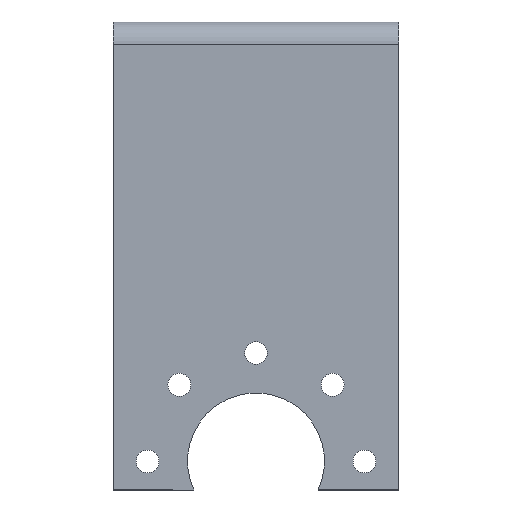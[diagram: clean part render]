
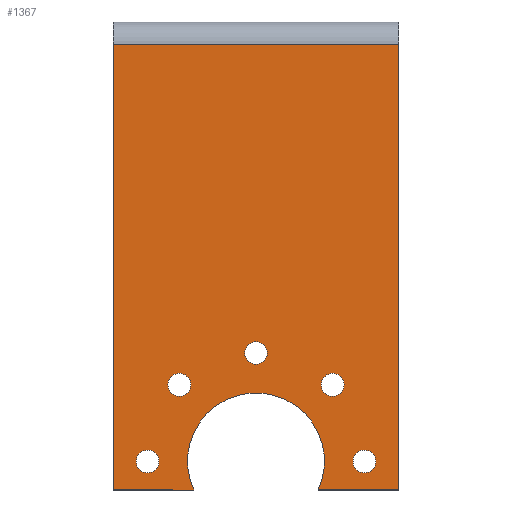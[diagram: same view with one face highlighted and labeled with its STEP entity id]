
A CAD part, left-side view. The second image highlights one B-rep face of the part: STEP entity #1367.
In plain terms, the highlighted planar face has unit normal (-1, 0, 0).
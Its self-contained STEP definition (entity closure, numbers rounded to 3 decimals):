
#24 = DIRECTION ( 'NONE',  ( 0., -1., 0. ) ) ;
#64 = VECTOR ( 'NONE', #540, 1000. ) ;
#69 = DIRECTION ( 'NONE',  ( 0., 0., -1. ) ) ;
#79 = CARTESIAN_POINT ( 'NONE',  ( -22.5, 19.218, -32.282 ) ) ;
#83 = DIRECTION ( 'NONE',  ( 0., 0., -1. ) ) ;
#91 = DIRECTION ( 'NONE',  ( 0., 0., -1. ) ) ;
#98 = ORIENTED_EDGE ( 'NONE', *, *, #1398, .T. ) ;
#107 = CARTESIAN_POINT ( 'NONE',  ( -22.5, 5.782, -30.282 ) ) ;
#110 = VERTEX_POINT ( 'NONE', #1383 ) ;
#136 = DIRECTION ( 'NONE',  ( 0., 0., -1. ) ) ;
#141 = EDGE_CURVE ( 'NONE', #1550, #485, #1000, .T. ) ;
#146 = CIRCLE ( 'NONE', #1296, 1. ) ;
#150 = EDGE_LOOP ( 'NONE', ( #721, #1352 ) ) ;
#151 = CARTESIAN_POINT ( 'NONE',  ( -22.5, 25., -0.5 ) ) ;
#201 = CARTESIAN_POINT ( 'NONE',  ( -22.5, 22., -39. ) ) ;
#202 = CARTESIAN_POINT ( 'NONE',  ( -22.5, 3., -39. ) ) ;
#211 = CARTESIAN_POINT ( 'NONE',  ( -22.5, 7.046, -40.5 ) ) ;
#233 = CIRCLE ( 'NONE', #746, 1. ) ;
#246 = AXIS2_PLACEMENT_3D ( 'NONE', #984, #1249, #1372 ) ;
#249 = EDGE_CURVE ( 'NONE', #1429, #1064, #530, .T. ) ;
#254 = EDGE_LOOP ( 'NONE', ( #1274, #1133, #1042, #1109, #300, #716 ) ) ;
#280 = VERTEX_POINT ( 'NONE', #994 ) ;
#285 = CARTESIAN_POINT ( 'NONE',  ( -22.5, 12.5, -38. ) ) ;
#291 = CIRCLE ( 'NONE', #318, 1. ) ;
#300 = ORIENTED_EDGE ( 'NONE', *, *, #597, .T. ) ;
#318 = AXIS2_PLACEMENT_3D ( 'NONE', #1332, #940, #1190 ) ;
#321 = VERTEX_POINT ( 'NONE', #865 ) ;
#332 = LINE ( 'NONE', #1579, #64 ) ;
#369 = CIRCLE ( 'NONE', #1127, 1. ) ;
#384 = DIRECTION ( 'NONE',  ( 1., 0., 0. ) ) ;
#400 = AXIS2_PLACEMENT_3D ( 'NONE', #627, #1154, #1281 ) ;
#401 = DIRECTION ( 'NONE',  ( 1., 0., 0. ) ) ;
#419 = ORIENTED_EDGE ( 'NONE', *, *, #426, .T. ) ;
#425 = VERTEX_POINT ( 'NONE', #202 ) ;
#426 = EDGE_CURVE ( 'NONE', #1544, #1009, #369, .T. ) ;
#431 = CARTESIAN_POINT ( 'NONE',  ( -22.5, 19.218, -31.282 ) ) ;
#444 = CIRCLE ( 'NONE', #793, 1. ) ;
#447 = LINE ( 'NONE', #535, #805 ) ;
#456 = CARTESIAN_POINT ( 'NONE',  ( -22.5, 19.218, -31.282 ) ) ;
#472 = CIRCLE ( 'NONE', #1108, 1. ) ;
#485 = VERTEX_POINT ( 'NONE', #1085 ) ;
#498 = VERTEX_POINT ( 'NONE', #79 ) ;
#530 = CIRCLE ( 'NONE', #531, 1. ) ;
#531 = AXIS2_PLACEMENT_3D ( 'NONE', #1548, #1401, #136 ) ;
#535 = CARTESIAN_POINT ( 'NONE',  ( -22.5, 25., -40.5 ) ) ;
#538 = DIRECTION ( 'NONE',  ( 1., 0., 0. ) ) ;
#540 = DIRECTION ( 'NONE',  ( 0., 1., 0. ) ) ;
#545 = ORIENTED_EDGE ( 'NONE', *, *, #249, .T. ) ;
#552 = VERTEX_POINT ( 'NONE', #975 ) ;
#580 = CIRCLE ( 'NONE', #1568, 1. ) ;
#583 = VERTEX_POINT ( 'NONE', #642 ) ;
#597 = EDGE_CURVE ( 'NONE', #321, #880, #1248, .T. ) ;
#604 = DIRECTION ( 'NONE',  ( 1., 0., 0. ) ) ;
#614 = DIRECTION ( 'NONE',  ( 0., 0., 1. ) ) ;
#627 = CARTESIAN_POINT ( 'NONE',  ( -22.5, 3., -38. ) ) ;
#628 = EDGE_CURVE ( 'NONE', #880, #552, #447, .T. ) ;
#642 = CARTESIAN_POINT ( 'NONE',  ( -22.5, 25., -1.5 ) ) ;
#651 = FACE_OUTER_BOUND ( 'NONE', #254, .T. ) ;
#667 = CARTESIAN_POINT ( 'NONE',  ( -22.5, 25., -40.5 ) ) ;
#716 = ORIENTED_EDGE ( 'NONE', *, *, #628, .T. ) ;
#721 = ORIENTED_EDGE ( 'NONE', *, *, #772, .T. ) ;
#733 = CARTESIAN_POINT ( 'NONE',  ( -22.5, 3., -38. ) ) ;
#746 = AXIS2_PLACEMENT_3D ( 'NONE', #1011, #384, #1424 ) ;
#760 = VECTOR ( 'NONE', #1110, 1000. ) ;
#766 = ORIENTED_EDGE ( 'NONE', *, *, #1241, .T. ) ;
#772 = EDGE_CURVE ( 'NONE', #498, #915, #580, .T. ) ;
#793 = AXIS2_PLACEMENT_3D ( 'NONE', #1521, #604, #91 ) ;
#801 = VECTOR ( 'NONE', #614, 1000. ) ;
#805 = VECTOR ( 'NONE', #24, 1000. ) ;
#815 = CARTESIAN_POINT ( 'NONE',  ( -22.5, 12.5, -29.5 ) ) ;
#825 = AXIS2_PLACEMENT_3D ( 'NONE', #285, #538, #1166 ) ;
#865 = CARTESIAN_POINT ( 'NONE',  ( -22.5, 17.954, -40.5 ) ) ;
#880 = VERTEX_POINT ( 'NONE', #211 ) ;
#900 = DIRECTION ( 'NONE',  ( 0., -1., 0. ) ) ;
#910 = PLANE ( 'NONE',  #1389 ) ;
#915 = VERTEX_POINT ( 'NONE', #1087 ) ;
#922 = DIRECTION ( 'NONE',  ( 0., 0., -1. ) ) ;
#940 = DIRECTION ( 'NONE',  ( 1., 0., 0. ) ) ;
#948 = EDGE_CURVE ( 'NONE', #110, #425, #472, .T. ) ;
#951 = CARTESIAN_POINT ( 'NONE',  ( -22.5, 5.782, -31.282 ) ) ;
#961 = FACE_BOUND ( 'NONE', #1251, .T. ) ;
#975 = CARTESIAN_POINT ( 'NONE',  ( -22.5, 0., -40.5 ) ) ;
#980 = CARTESIAN_POINT ( 'NONE',  ( -22.5, 0., -0.5 ) ) ;
#984 = CARTESIAN_POINT ( 'NONE',  ( -22.5, 22., -38. ) ) ;
#994 = CARTESIAN_POINT ( 'NONE',  ( -22.5, 0., -1.5 ) ) ;
#999 = FACE_BOUND ( 'NONE', #1266, .T. ) ;
#1000 = CIRCLE ( 'NONE', #246, 1. ) ;
#1009 = VERTEX_POINT ( 'NONE', #107 ) ;
#1011 = CARTESIAN_POINT ( 'NONE',  ( -22.5, 5.782, -31.282 ) ) ;
#1042 = ORIENTED_EDGE ( 'NONE', *, *, #1645, .F. ) ;
#1059 = LINE ( 'NONE', #1137, #801 ) ;
#1064 = VERTEX_POINT ( 'NONE', #1542 ) ;
#1085 = CARTESIAN_POINT ( 'NONE',  ( -22.5, 22., -37. ) ) ;
#1087 = CARTESIAN_POINT ( 'NONE',  ( -22.5, 19.218, -30.282 ) ) ;
#1108 = AXIS2_PLACEMENT_3D ( 'NONE', #733, #1669, #83 ) ;
#1109 = ORIENTED_EDGE ( 'NONE', *, *, #1359, .T. ) ;
#1110 = DIRECTION ( 'NONE',  ( 0., 0., 1. ) ) ;
#1123 = VECTOR ( 'NONE', #900, 1000. ) ;
#1127 = AXIS2_PLACEMENT_3D ( 'NONE', #951, #1208, #1623 ) ;
#1133 = ORIENTED_EDGE ( 'NONE', *, *, #1351, .T. ) ;
#1137 = CARTESIAN_POINT ( 'NONE',  ( -22.5, 25., -0.5 ) ) ;
#1140 = EDGE_LOOP ( 'NONE', ( #1570, #98 ) ) ;
#1152 = ORIENTED_EDGE ( 'NONE', *, *, #1495, .T. ) ;
#1154 = DIRECTION ( 'NONE',  ( 1., 0., 0. ) ) ;
#1164 = ORIENTED_EDGE ( 'NONE', *, *, #948, .T. ) ;
#1166 = DIRECTION ( 'NONE',  ( 0., 0., -1. ) ) ;
#1190 = DIRECTION ( 'NONE',  ( 0., 0., -1. ) ) ;
#1200 = EDGE_LOOP ( 'NONE', ( #545, #1152 ) ) ;
#1202 = EDGE_CURVE ( 'NONE', #425, #110, #1250, .T. ) ;
#1208 = DIRECTION ( 'NONE',  ( 1., 0., 0. ) ) ;
#1211 = DIRECTION ( 'NONE',  ( 1., 0., 0. ) ) ;
#1219 = DIRECTION ( 'NONE',  ( 1., 0., 0. ) ) ;
#1241 = EDGE_CURVE ( 'NONE', #1009, #1544, #233, .T. ) ;
#1244 = CARTESIAN_POINT ( 'NONE',  ( -22.5, 5.782, -32.282 ) ) ;
#1248 = CIRCLE ( 'NONE', #825, 6. ) ;
#1249 = DIRECTION ( 'NONE',  ( 1., 0., 0. ) ) ;
#1250 = CIRCLE ( 'NONE', #400, 1. ) ;
#1251 = EDGE_LOOP ( 'NONE', ( #1384, #1164 ) ) ;
#1266 = EDGE_LOOP ( 'NONE', ( #419, #766 ) ) ;
#1274 = ORIENTED_EDGE ( 'NONE', *, *, #1614, .T. ) ;
#1281 = DIRECTION ( 'NONE',  ( 0., 0., -1. ) ) ;
#1296 = AXIS2_PLACEMENT_3D ( 'NONE', #431, #1211, #922 ) ;
#1304 = FACE_BOUND ( 'NONE', #150, .T. ) ;
#1306 = FACE_BOUND ( 'NONE', #1140, .T. ) ;
#1332 = CARTESIAN_POINT ( 'NONE',  ( -22.5, 22., -38. ) ) ;
#1343 = LINE ( 'NONE', #667, #1123 ) ;
#1351 = EDGE_CURVE ( 'NONE', #280, #583, #332, .T. ) ;
#1352 = ORIENTED_EDGE ( 'NONE', *, *, #1437, .T. ) ;
#1359 = EDGE_CURVE ( 'NONE', #1403, #321, #1343, .T. ) ;
#1367 = ADVANCED_FACE ( 'NONE', ( #999, #961, #1439, #1304, #1306, #651 ), #910, .F. ) ;
#1372 = DIRECTION ( 'NONE',  ( 0., 0., -1. ) ) ;
#1383 = CARTESIAN_POINT ( 'NONE',  ( -22.5, 3., -37. ) ) ;
#1384 = ORIENTED_EDGE ( 'NONE', *, *, #1202, .T. ) ;
#1389 = AXIS2_PLACEMENT_3D ( 'NONE', #151, #401, #1434 ) ;
#1398 = EDGE_CURVE ( 'NONE', #485, #1550, #291, .T. ) ;
#1401 = DIRECTION ( 'NONE',  ( 1., 0., 0. ) ) ;
#1403 = VERTEX_POINT ( 'NONE', #1460 ) ;
#1424 = DIRECTION ( 'NONE',  ( 0., 0., -1. ) ) ;
#1429 = VERTEX_POINT ( 'NONE', #815 ) ;
#1434 = DIRECTION ( 'NONE',  ( 0., 0., -1. ) ) ;
#1437 = EDGE_CURVE ( 'NONE', #915, #498, #146, .T. ) ;
#1439 = FACE_BOUND ( 'NONE', #1200, .T. ) ;
#1460 = CARTESIAN_POINT ( 'NONE',  ( -22.5, 25., -40.5 ) ) ;
#1495 = EDGE_CURVE ( 'NONE', #1064, #1429, #444, .T. ) ;
#1521 = CARTESIAN_POINT ( 'NONE',  ( -22.5, 12.5, -28.5 ) ) ;
#1542 = CARTESIAN_POINT ( 'NONE',  ( -22.5, 12.5, -27.5 ) ) ;
#1544 = VERTEX_POINT ( 'NONE', #1244 ) ;
#1548 = CARTESIAN_POINT ( 'NONE',  ( -22.5, 12.5, -28.5 ) ) ;
#1550 = VERTEX_POINT ( 'NONE', #201 ) ;
#1566 = LINE ( 'NONE', #980, #760 ) ;
#1568 = AXIS2_PLACEMENT_3D ( 'NONE', #456, #1219, #69 ) ;
#1570 = ORIENTED_EDGE ( 'NONE', *, *, #141, .T. ) ;
#1579 = CARTESIAN_POINT ( 'NONE',  ( -22.5, 25., -1.5 ) ) ;
#1614 = EDGE_CURVE ( 'NONE', #552, #280, #1566, .T. ) ;
#1623 = DIRECTION ( 'NONE',  ( 0., 0., -1. ) ) ;
#1645 = EDGE_CURVE ( 'NONE', #1403, #583, #1059, .T. ) ;
#1669 = DIRECTION ( 'NONE',  ( 1., 0., 0. ) ) ;
